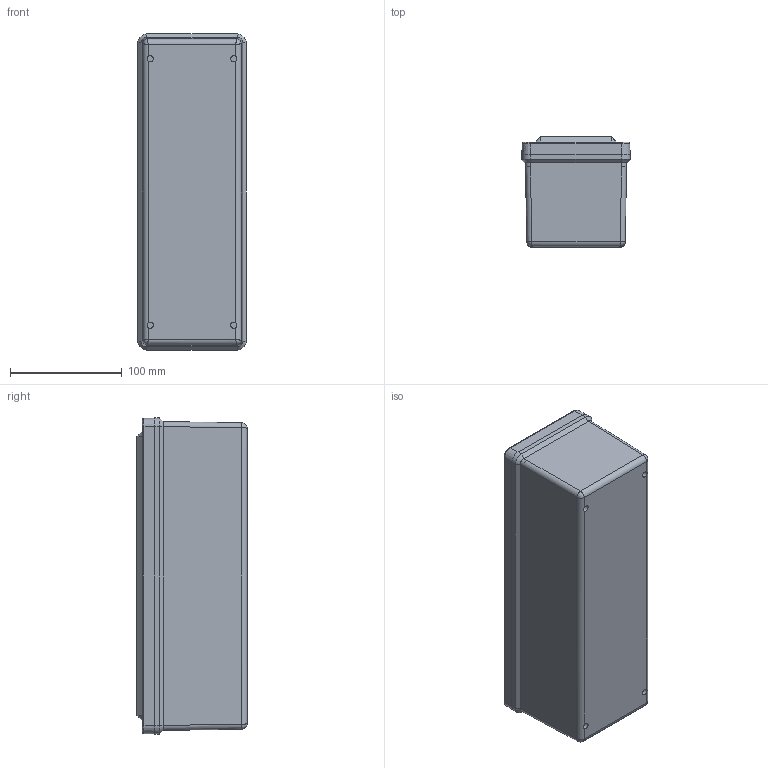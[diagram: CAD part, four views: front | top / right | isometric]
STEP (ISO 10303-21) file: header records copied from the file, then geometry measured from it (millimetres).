
FILE_DESCRIPTION (( 'STEP AP214' ), '1' );
FILE_NAME ('CO6PB22.STEP', '2019-01-09T17:22:37', ( '' ), ( '' ), 'SwSTEP 2.0', 'SolidWorks 2018', '' );
FILE_SCHEMA (( 'AUTOMOTIVE_DESIGN' ));
Length unit declared in the file: inch
Products named in the file (1): CO6PB22
Bounding box: 96.84 x 98.42 x 282.57 mm (x, y, z)
Volume: 473072.7 mm3; surface area: 243391 mm2
Topology: 1 solids, 9 shells, 422 faces, 1092 edges, 696 vertices
Faces by surface type: plane 214, cylinder 116, cone 52, bspline 24, torus 16
Full cylindrical faces by diameter (mm): 4.496 x4, 4.826 x4, 5.537 x4, 5.556 x8, 9.423 x4, 9.525 x4
Entity records: 20666 total; most frequent: CARTESIAN_POINT 5247, ORIENTED_EDGE 2072, DIRECTION 1974, EDGE_CURVE 1036, AXIS2_PLACEMENT_3D 691, VERTEX_POINT 684, VECTOR 592, LINE 592
